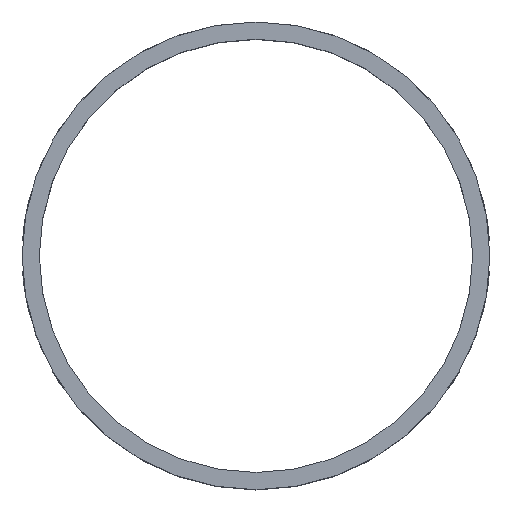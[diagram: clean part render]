
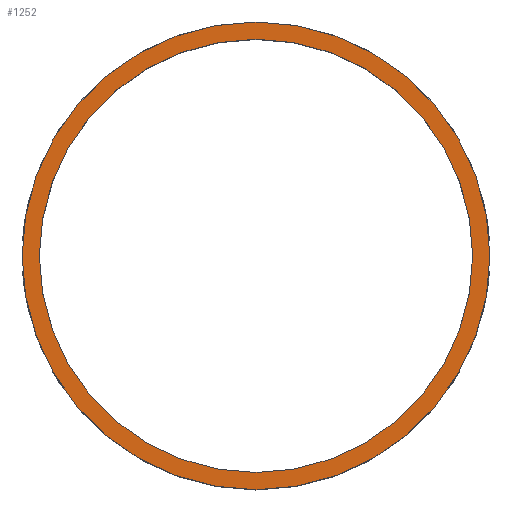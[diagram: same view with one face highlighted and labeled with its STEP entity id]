
A CAD part, top view. The second image highlights one B-rep face of the part: STEP entity #1252.
In plain terms, the highlighted planar face has unit normal (0, 0, 1).
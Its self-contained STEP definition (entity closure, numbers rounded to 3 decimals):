
#133 = CYLINDRICAL_SURFACE('',#134,125.);
#134 = AXIS2_PLACEMENT_3D('',#135,#136,#137);
#135 = CARTESIAN_POINT('',(0.,0.,-40.));
#136 = DIRECTION('',(0.,0.,-1.));
#137 = DIRECTION('',(1.,0.,0.));
#397 = VERTEX_POINT('',#398);
#398 = CARTESIAN_POINT('',(125.,0.,40.));
#419 = EDGE_CURVE('',#397,#397,#420,.T.);
#420 = SURFACE_CURVE('',#421,(#426,#433),.PCURVE_S1.);
#421 = CIRCLE('',#422,125.);
#422 = AXIS2_PLACEMENT_3D('',#423,#424,#425);
#423 = CARTESIAN_POINT('',(0.,0.,40.));
#424 = DIRECTION('',(0.,0.,1.));
#425 = DIRECTION('',(1.,0.,0.));
#426 = PCURVE('',#133,#427);
#427 = DEFINITIONAL_REPRESENTATION('',(#428),#432);
#428 = LINE('',#429,#430);
#429 = CARTESIAN_POINT('',(0.,-80.));
#430 = VECTOR('',#431,1.);
#431 = DIRECTION('',(-1.,0.));
#432 = ( GEOMETRIC_REPRESENTATION_CONTEXT(2) 
PARAMETRIC_REPRESENTATION_CONTEXT() REPRESENTATION_CONTEXT('2D SPACE',''
  ) );
#433 = PCURVE('',#434,#439);
#434 = PLANE('',#435);
#435 = AXIS2_PLACEMENT_3D('',#436,#437,#438);
#436 = CARTESIAN_POINT('',(0.,0.,40.));
#437 = DIRECTION('',(0.,0.,1.));
#438 = DIRECTION('',(1.,0.,0.));
#439 = DEFINITIONAL_REPRESENTATION('',(#440),#444);
#440 = CIRCLE('',#441,125.);
#441 = AXIS2_PLACEMENT_2D('',#442,#443);
#442 = CARTESIAN_POINT('',(0.,0.));
#443 = DIRECTION('',(1.,0.));
#444 = ( GEOMETRIC_REPRESENTATION_CONTEXT(2) 
PARAMETRIC_REPRESENTATION_CONTEXT() REPRESENTATION_CONTEXT('2D SPACE',''
  ) );
#1252 = ADVANCED_FACE('',(#1253,#1284),#434,.T.);
#1253 = FACE_BOUND('',#1254,.T.);
#1254 = EDGE_LOOP('',(#1255));
#1255 = ORIENTED_EDGE('',*,*,#1256,.T.);
#1256 = EDGE_CURVE('',#1257,#1257,#1259,.T.);
#1257 = VERTEX_POINT('',#1258);
#1258 = CARTESIAN_POINT('',(134.952,0.,40.));
#1259 = SURFACE_CURVE('',#1260,(#1265,#1272),.PCURVE_S1.);
#1260 = CIRCLE('',#1261,134.952);
#1261 = AXIS2_PLACEMENT_3D('',#1262,#1263,#1264);
#1262 = CARTESIAN_POINT('',(0.,0.,40.));
#1263 = DIRECTION('',(0.,0.,1.));
#1264 = DIRECTION('',(1.,0.,0.));
#1265 = PCURVE('',#434,#1266);
#1266 = DEFINITIONAL_REPRESENTATION('',(#1267),#1271);
#1267 = CIRCLE('',#1268,134.952);
#1268 = AXIS2_PLACEMENT_2D('',#1269,#1270);
#1269 = CARTESIAN_POINT('',(0.,0.));
#1270 = DIRECTION('',(1.,0.));
#1271 = ( GEOMETRIC_REPRESENTATION_CONTEXT(2) 
PARAMETRIC_REPRESENTATION_CONTEXT() REPRESENTATION_CONTEXT('2D SPACE',''
  ) );
#1272 = PCURVE('',#1273,#1278);
#1273 = CYLINDRICAL_SURFACE('',#1274,134.952);
#1274 = AXIS2_PLACEMENT_3D('',#1275,#1276,#1277);
#1275 = CARTESIAN_POINT('',(0.,0.,-40.));
#1276 = DIRECTION('',(0.,0.,-1.));
#1277 = DIRECTION('',(1.,0.,0.));
#1278 = DEFINITIONAL_REPRESENTATION('',(#1279),#1283);
#1279 = LINE('',#1280,#1281);
#1280 = CARTESIAN_POINT('',(0.,-80.));
#1281 = VECTOR('',#1282,1.);
#1282 = DIRECTION('',(-1.,0.));
#1283 = ( GEOMETRIC_REPRESENTATION_CONTEXT(2) 
PARAMETRIC_REPRESENTATION_CONTEXT() REPRESENTATION_CONTEXT('2D SPACE',''
  ) );
#1284 = FACE_BOUND('',#1285,.F.);
#1285 = EDGE_LOOP('',(#1286));
#1286 = ORIENTED_EDGE('',*,*,#419,.T.);
